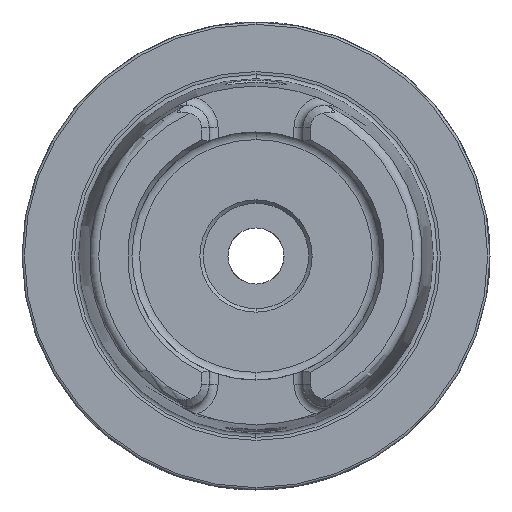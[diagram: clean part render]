
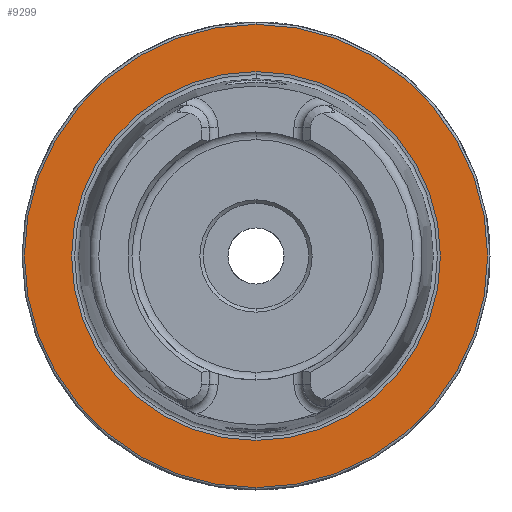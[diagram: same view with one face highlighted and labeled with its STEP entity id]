
A CAD part, left-side view. The second image highlights one B-rep face of the part: STEP entity #9299.
In plain terms, the highlighted planar face has unit normal (-1, 0, 0).
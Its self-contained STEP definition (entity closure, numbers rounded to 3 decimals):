
#239 = EDGE_CURVE ( 'NONE', #9617, #9616, #1194, .T. ) ;
#240 = EDGE_CURVE ( 'NONE', #9614, #9609, #1195, .T. ) ;
#516 = AXIS2_PLACEMENT_3D ( 'NONE', #1912, #1913, #1914 ) ;
#517 = AXIS2_PLACEMENT_3D ( 'NONE', #1915, #1916, #1917 ) ;
#1194 = CIRCLE ( 'NONE', #516, 49.5 ) ;
#1195 = CIRCLE ( 'NONE', #517, 39.405 ) ;
#1623 = CIRCLE ( 'NONE', #3427, 49.5 ) ;
#1633 = CIRCLE ( 'NONE', #3430, 39.405 ) ;
#1912 = CARTESIAN_POINT ( 'NONE',  ( 0., 0., 0. ) ) ;
#1913 = DIRECTION ( 'NONE',  ( -1., 0., 0. ) ) ;
#1914 = DIRECTION ( 'NONE',  ( 0., 0., 1. ) ) ;
#1915 = CARTESIAN_POINT ( 'NONE',  ( 0., 0., 0. ) ) ;
#1916 = DIRECTION ( 'NONE',  ( -1., 0., 0. ) ) ;
#1917 = DIRECTION ( 'NONE',  ( 0., 0., 1. ) ) ;
#3427 = AXIS2_PLACEMENT_3D ( 'NONE', #4531, #4532, #4533 ) ;
#3430 = AXIS2_PLACEMENT_3D ( 'NONE', #4598, #4599, #4600 ) ;
#3620 = AXIS2_PLACEMENT_3D ( 'NONE', #7366, #7371, #7372 ) ;
#4531 = CARTESIAN_POINT ( 'NONE',  ( 0., 0., 0. ) ) ;
#4532 = DIRECTION ( 'NONE',  ( -1., 0., 0. ) ) ;
#4533 = DIRECTION ( 'NONE',  ( 0., 0., 1. ) ) ;
#4598 = CARTESIAN_POINT ( 'NONE',  ( 0., 0., 0. ) ) ;
#4599 = DIRECTION ( 'NONE',  ( -1., 0., 0. ) ) ;
#4600 = DIRECTION ( 'NONE',  ( 0., 0., 1. ) ) ;
#5557 = FACE_OUTER_BOUND ( 'NONE', #6445, .T. ) ;
#5560 = FACE_BOUND ( 'NONE', #6461, .T. ) ;
#6445 = EDGE_LOOP ( 'NONE', ( #10170, #10171 ) ) ;
#6461 = EDGE_LOOP ( 'NONE', ( #10168, #10169 ) ) ;
#7366 = CARTESIAN_POINT ( 'NONE',  ( 0., 49.5, 0. ) ) ;
#7369 = PLANE ( 'NONE',  #3620 ) ;
#7371 = DIRECTION ( 'NONE',  ( 1., 0., 0. ) ) ;
#7372 = DIRECTION ( 'NONE',  ( 0., 0., -1. ) ) ;
#8027 = CARTESIAN_POINT ( 'NONE',  ( 0., 0., -39.405 ) ) ;
#8032 = CARTESIAN_POINT ( 'NONE',  ( 0., 0., 39.405 ) ) ;
#8034 = CARTESIAN_POINT ( 'NONE',  ( 0., 0., 49.5 ) ) ;
#8035 = CARTESIAN_POINT ( 'NONE',  ( 0., 0., -49.5 ) ) ;
#8972 = EDGE_CURVE ( 'NONE', #9616, #9617, #1623, .T. ) ;
#8986 = EDGE_CURVE ( 'NONE', #9609, #9614, #1633, .T. ) ;
#9299 = ADVANCED_FACE ( 'NONE', ( #5560, #5557 ), #7369, .F. ) ;
#9609 = VERTEX_POINT ( 'NONE', #8027 ) ;
#9614 = VERTEX_POINT ( 'NONE', #8032 ) ;
#9616 = VERTEX_POINT ( 'NONE', #8034 ) ;
#9617 = VERTEX_POINT ( 'NONE', #8035 ) ;
#10168 = ORIENTED_EDGE ( 'NONE', *, *, #240, .F. ) ;
#10169 = ORIENTED_EDGE ( 'NONE', *, *, #8986, .F. ) ;
#10170 = ORIENTED_EDGE ( 'NONE', *, *, #8972, .T. ) ;
#10171 = ORIENTED_EDGE ( 'NONE', *, *, #239, .T. ) ;
